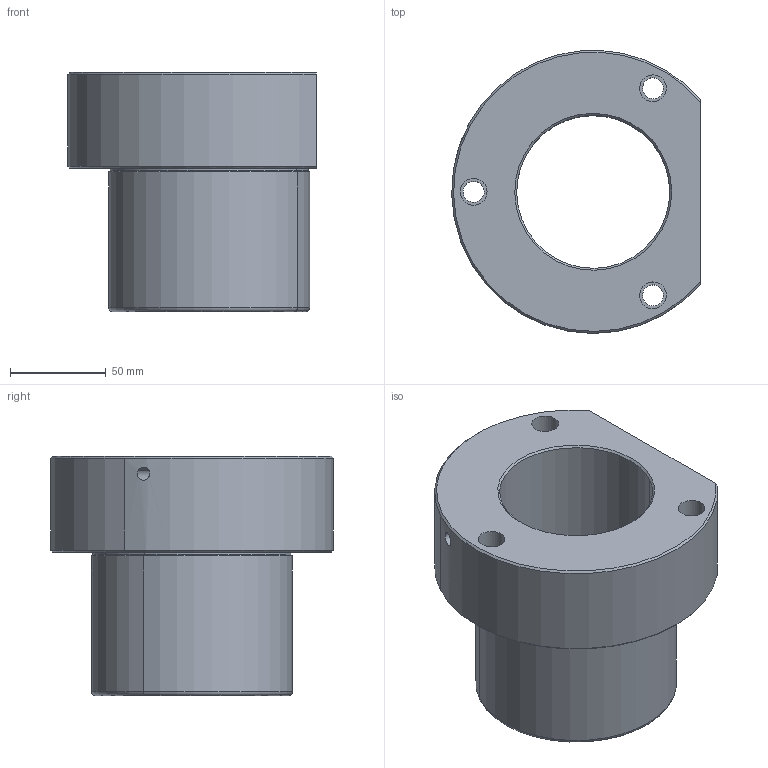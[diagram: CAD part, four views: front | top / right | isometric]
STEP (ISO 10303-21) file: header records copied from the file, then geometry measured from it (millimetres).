
FILE_DESCRIPTION(('CATIA V5 STEP Exchange'),'2;1');
FILE_NAME('RDBA304C.80105.stp','2017-03-26T19:03:01+00:00',('none'),('none'),'CATIA Version 5 Release 19 GA (IN-10)','CATIA V5 STEP AP203','none');
FILE_SCHEMA(('CONFIG_CONTROL_DESIGN'));
Length unit declared in the file: millimetre
Products named in the file (1): RDBA304C.80105
Bounding box: 129.99 x 147.89 x 125 mm (x, y, z)
Volume: 802901.7 mm3; surface area: 105841.4 mm2
Topology: 1 solids, 1 shells, 41 faces, 96 edges, 65 vertices
Faces by surface type: cylinder 22, cone 10, plane 7, torus 2
Entity records: 1186 total; most frequent: CARTESIAN_POINT 257, ORIENTED_EDGE 186, DIRECTION 142, EDGE_CURVE 93, AXIS2_PLACEMENT_3D 80, VERTEX_POINT 58, EDGE_LOOP 55, CIRCLE 52
